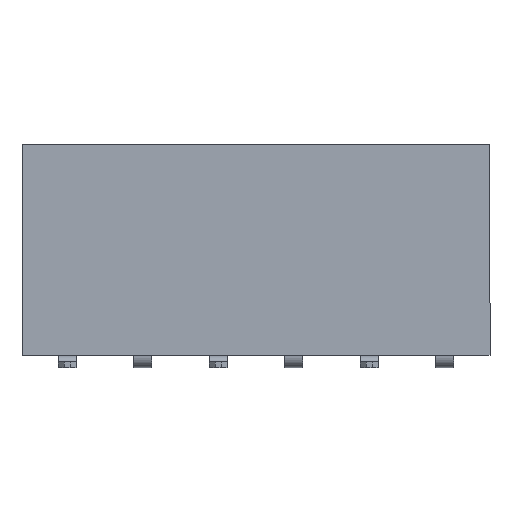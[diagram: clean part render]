
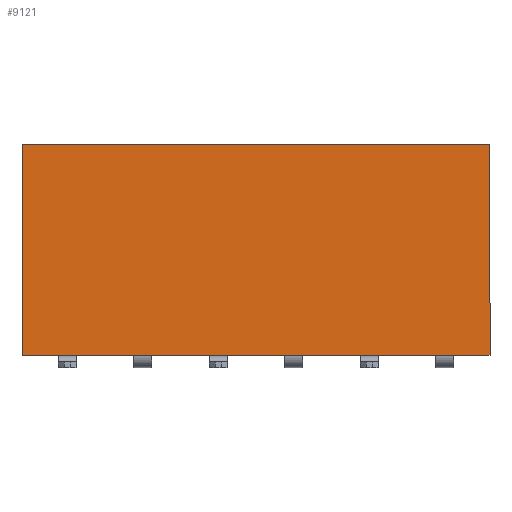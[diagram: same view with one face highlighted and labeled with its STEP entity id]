
A CAD part, left-side view. The second image highlights one B-rep face of the part: STEP entity #9121.
In plain terms, the highlighted face is planar.
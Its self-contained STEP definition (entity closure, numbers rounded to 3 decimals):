
#3108=ORIENTED_EDGE('',*,*,#4560,.T.);
#3109=ORIENTED_EDGE('',*,*,#4561,.T.);
#3110=ORIENTED_EDGE('',*,*,#4562,.T.);
#3111=ORIENTED_EDGE('',*,*,#4563,.T.);
#4560=EDGE_CURVE('',#5424,#5425,#6364,.T.);
#4561=EDGE_CURVE('',#5425,#5426,#6365,.T.);
#4562=EDGE_CURVE('',#5426,#5427,#6366,.T.);
#4563=EDGE_CURVE('',#5427,#5424,#6367,.T.);
#5424=VERTEX_POINT('',#15431);
#5425=VERTEX_POINT('',#15432);
#5426=VERTEX_POINT('',#15434);
#5427=VERTEX_POINT('',#15436);
#6364=LINE('',#15430,#7312);
#6365=LINE('',#15433,#7313);
#6366=LINE('',#15435,#7314);
#6367=LINE('',#15437,#7315);
#7312=VECTOR('',#12447,1000.);
#7313=VECTOR('',#12448,1000.);
#7314=VECTOR('',#12449,1000.);
#7315=VECTOR('',#12450,1000.);
#7795=EDGE_LOOP('',(#3108,#3109,#3110,#3111));
#8297=FACE_BOUND('',#7795,.T.);
#8631=PLANE('',#9969);
#9121=ADVANCED_FACE('',(#8297),#8631,.T.);
#9969=AXIS2_PLACEMENT_3D('',#15429,#12445,#12446);
#12445=DIRECTION('',(0.,-1.,0.));
#12446=DIRECTION('',(0.,0.,-1.));
#12447=DIRECTION('',(0.,0.,-1.));
#12448=DIRECTION('',(1.,0.,0.));
#12449=DIRECTION('',(0.,0.,1.));
#12450=DIRECTION('',(-1.,0.,0.));
#15429=CARTESIAN_POINT('',(0.,-1.25,0.));
#15430=CARTESIAN_POINT('',(-7.87,-1.25,3.55));
#15431=CARTESIAN_POINT('',(-7.87,-1.25,3.55));
#15432=CARTESIAN_POINT('',(-7.87,-1.25,-3.55));
#15433=CARTESIAN_POINT('',(-7.87,-1.25,-3.55));
#15434=CARTESIAN_POINT('',(7.87,-1.25,-3.55));
#15435=CARTESIAN_POINT('',(7.87,-1.25,-3.55));
#15436=CARTESIAN_POINT('',(7.87,-1.25,3.55));
#15437=CARTESIAN_POINT('',(7.87,-1.25,3.55));
